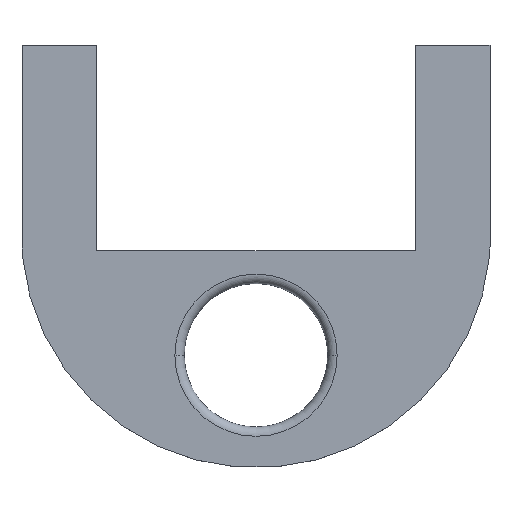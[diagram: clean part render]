
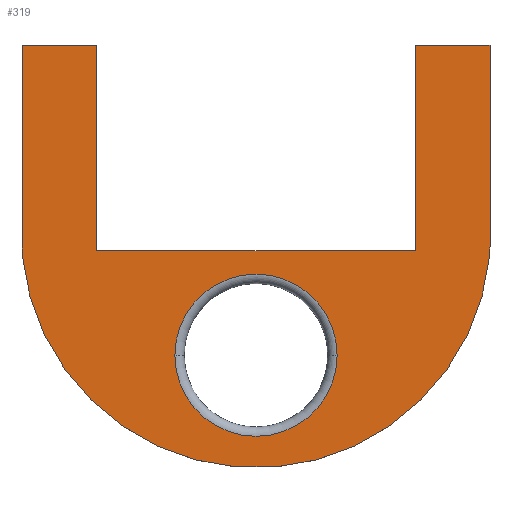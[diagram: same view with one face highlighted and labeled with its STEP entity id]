
A CAD part, top view. The second image highlights one B-rep face of the part: STEP entity #319.
In plain terms, the highlighted planar face has unit normal (0, 0, 1).
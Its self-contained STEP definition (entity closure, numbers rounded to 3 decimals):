
#1 = LINE ( 'NONE', #164, #292 ) ;
#5 = LINE ( 'NONE', #495, #8 ) ;
#8 = VECTOR ( 'NONE', #290, 1000. ) ;
#9 = CARTESIAN_POINT ( 'NONE',  ( 17., -11.136, 2. ) ) ;
#10 = LINE ( 'NONE', #465, #198 ) ;
#11 = EDGE_CURVE ( 'NONE', #404, #318, #78, .T. ) ;
#12 = AXIS2_PLACEMENT_3D ( 'NONE', #364, #529, #160 ) ;
#18 = CARTESIAN_POINT ( 'NONE',  ( 32., 0.431, 2. ) ) ;
#21 = EDGE_CURVE ( 'NONE', #524, #139, #5, .T. ) ;
#23 = DIRECTION ( 'NONE',  ( 0., 0., 1. ) ) ;
#25 = EDGE_CURVE ( 'NONE', #144, #451, #41, .T. ) ;
#27 = VERTEX_POINT ( 'NONE', #207 ) ;
#31 = EDGE_LOOP ( 'NONE', ( #288, #313 ) ) ;
#33 = FACE_BOUND ( 'NONE', #31, .T. ) ;
#35 = DIRECTION ( 'NONE',  ( 0., 0., 1. ) ) ;
#36 = ORIENTED_EDGE ( 'NONE', *, *, #25, .T. ) ;
#41 = LINE ( 'NONE', #44, #447 ) ;
#44 = CARTESIAN_POINT ( 'NONE',  ( 0., 22., 2. ) ) ;
#52 = CARTESIAN_POINT ( 'NONE',  ( 42., 22., 2. ) ) ;
#56 = CARTESIAN_POINT ( 'NONE',  ( 0., 22., 2. ) ) ;
#58 = ORIENTED_EDGE ( 'NONE', *, *, #11, .T. ) ;
#62 = CARTESIAN_POINT ( 'NONE',  ( 34., 0., 2. ) ) ;
#63 = AXIS2_PLACEMENT_3D ( 'NONE', #353, #515, #145 ) ;
#70 = EDGE_CURVE ( 'NONE', #183, #190, #170, .T. ) ;
#78 = CIRCLE ( 'NONE', #171, 25.073 ) ;
#80 = VERTEX_POINT ( 'NONE', #261 ) ;
#83 = VECTOR ( 'NONE', #393, 1000. ) ;
#95 = DIRECTION ( 'NONE',  ( -1., 0., 0. ) ) ;
#100 = DIRECTION ( 'NONE',  ( -1., 0., 0. ) ) ;
#102 = EDGE_CURVE ( 'NONE', #318, #524, #181, .T. ) ;
#117 = PLANE ( 'NONE',  #453 ) ;
#119 = DIRECTION ( 'NONE',  ( 1., 0., 0. ) ) ;
#127 = AXIS2_PLACEMENT_3D ( 'NONE', #9, #333, #162 ) ;
#139 = VERTEX_POINT ( 'NONE', #52 ) ;
#140 = EDGE_CURVE ( 'NONE', #139, #309, #10, .T. ) ;
#144 = VERTEX_POINT ( 'NONE', #56 ) ;
#145 = DIRECTION ( 'NONE',  ( 1., 0., 0. ) ) ;
#154 = LINE ( 'NONE', #327, #83 ) ;
#160 = DIRECTION ( 'NONE',  ( 1., 0., 0. ) ) ;
#161 = VERTEX_POINT ( 'NONE', #474 ) ;
#162 = DIRECTION ( 'NONE',  ( 1., 0., 0. ) ) ;
#164 = CARTESIAN_POINT ( 'NONE',  ( -8., 22., 2. ) ) ;
#170 = LINE ( 'NONE', #471, #460 ) ;
#171 = AXIS2_PLACEMENT_3D ( 'NONE', #414, #337, #294 ) ;
#172 = CARTESIAN_POINT ( 'NONE',  ( -8., 22., 2. ) ) ;
#176 = EDGE_LOOP ( 'NONE', ( #58, #348, #192, #354, #248, #510, #277, #36, #359, #223 ) ) ;
#181 = CIRCLE ( 'NONE', #484, 10. ) ;
#183 = VERTEX_POINT ( 'NONE', #62 ) ;
#186 = CARTESIAN_POINT ( 'NONE',  ( 41.951, -0.553, 2. ) ) ;
#190 = VERTEX_POINT ( 'NONE', #341 ) ;
#192 = ORIENTED_EDGE ( 'NONE', *, *, #21, .T. ) ;
#196 = FACE_OUTER_BOUND ( 'NONE', #176, .T. ) ;
#198 = VECTOR ( 'NONE', #95, 1000. ) ;
#207 = CARTESIAN_POINT ( 'NONE',  ( -8., 0.431, 2. ) ) ;
#214 = CARTESIAN_POINT ( 'NONE',  ( 42., 0.431, 2. ) ) ;
#216 = CIRCLE ( 'NONE', #63, 8.664 ) ;
#223 = ORIENTED_EDGE ( 'NONE', *, *, #329, .T. ) ;
#248 = ORIENTED_EDGE ( 'NONE', *, *, #250, .T. ) ;
#250 = EDGE_CURVE ( 'NONE', #309, #183, #154, .T. ) ;
#261 = CARTESIAN_POINT ( 'NONE',  ( 25.664, -11.136, 2. ) ) ;
#277 = ORIENTED_EDGE ( 'NONE', *, *, #501, .T. ) ;
#282 = CARTESIAN_POINT ( 'NONE',  ( 17., 1.914, 2. ) ) ;
#288 = ORIENTED_EDGE ( 'NONE', *, *, #498, .T. ) ;
#290 = DIRECTION ( 'NONE',  ( 0., 1., 0. ) ) ;
#292 = VECTOR ( 'NONE', #496, 1000. ) ;
#294 = DIRECTION ( 'NONE',  ( 1., 0., 0. ) ) ;
#306 = DIRECTION ( 'NONE',  ( 1., 0., 0. ) ) ;
#309 = VERTEX_POINT ( 'NONE', #482 ) ;
#313 = ORIENTED_EDGE ( 'NONE', *, *, #335, .T. ) ;
#318 = VERTEX_POINT ( 'NONE', #186 ) ;
#319 = ADVANCED_FACE ( 'NONE', ( #33, #196 ), #117, .T. ) ;
#327 = CARTESIAN_POINT ( 'NONE',  ( 34., 0., 2. ) ) ;
#329 = EDGE_CURVE ( 'NONE', #27, #404, #478, .T. ) ;
#333 = DIRECTION ( 'NONE',  ( 0., 0., -1. ) ) ;
#335 = EDGE_CURVE ( 'NONE', #161, #80, #216, .T. ) ;
#336 = CARTESIAN_POINT ( 'NONE',  ( 0., 0., 2. ) ) ;
#337 = DIRECTION ( 'NONE',  ( 0., 0., 1. ) ) ;
#341 = CARTESIAN_POINT ( 'NONE',  ( 0., 0., 2. ) ) ;
#348 = ORIENTED_EDGE ( 'NONE', *, *, #102, .T. ) ;
#353 = CARTESIAN_POINT ( 'NONE',  ( 17., -11.136, 2. ) ) ;
#354 = ORIENTED_EDGE ( 'NONE', *, *, #140, .T. ) ;
#359 = ORIENTED_EDGE ( 'NONE', *, *, #433, .T. ) ;
#360 = CIRCLE ( 'NONE', #127, 8.664 ) ;
#364 = CARTESIAN_POINT ( 'NONE',  ( 2., 0.431, 2. ) ) ;
#367 = DIRECTION ( 'NONE',  ( 0., 1., 0. ) ) ;
#393 = DIRECTION ( 'NONE',  ( 0., -1., 0. ) ) ;
#404 = VERTEX_POINT ( 'NONE', #411 ) ;
#411 = CARTESIAN_POINT ( 'NONE',  ( -7.951, -0.553, 2. ) ) ;
#412 = DIRECTION ( 'NONE',  ( -1., 0., 0. ) ) ;
#414 = CARTESIAN_POINT ( 'NONE',  ( 17., 1.914, 2. ) ) ;
#433 = EDGE_CURVE ( 'NONE', #451, #27, #1, .T. ) ;
#447 = VECTOR ( 'NONE', #412, 1000. ) ;
#451 = VERTEX_POINT ( 'NONE', #172 ) ;
#453 = AXIS2_PLACEMENT_3D ( 'NONE', #282, #35, #119 ) ;
#460 = VECTOR ( 'NONE', #100, 1000. ) ;
#465 = CARTESIAN_POINT ( 'NONE',  ( 34., 22., 2. ) ) ;
#471 = CARTESIAN_POINT ( 'NONE',  ( 0., 0., 2. ) ) ;
#474 = CARTESIAN_POINT ( 'NONE',  ( 8.336, -11.136, 2. ) ) ;
#478 = CIRCLE ( 'NONE', #12, 10. ) ;
#482 = CARTESIAN_POINT ( 'NONE',  ( 34., 22., 2. ) ) ;
#484 = AXIS2_PLACEMENT_3D ( 'NONE', #18, #23, #306 ) ;
#495 = CARTESIAN_POINT ( 'NONE',  ( 42., 22., 2. ) ) ;
#496 = DIRECTION ( 'NONE',  ( 0., -1., 0. ) ) ;
#498 = EDGE_CURVE ( 'NONE', #80, #161, #360, .T. ) ;
#501 = EDGE_CURVE ( 'NONE', #190, #144, #502, .T. ) ;
#502 = LINE ( 'NONE', #336, #507 ) ;
#507 = VECTOR ( 'NONE', #367, 1000. ) ;
#510 = ORIENTED_EDGE ( 'NONE', *, *, #70, .T. ) ;
#515 = DIRECTION ( 'NONE',  ( 0., 0., -1. ) ) ;
#524 = VERTEX_POINT ( 'NONE', #214 ) ;
#529 = DIRECTION ( 'NONE',  ( 0., 0., 1. ) ) ;
